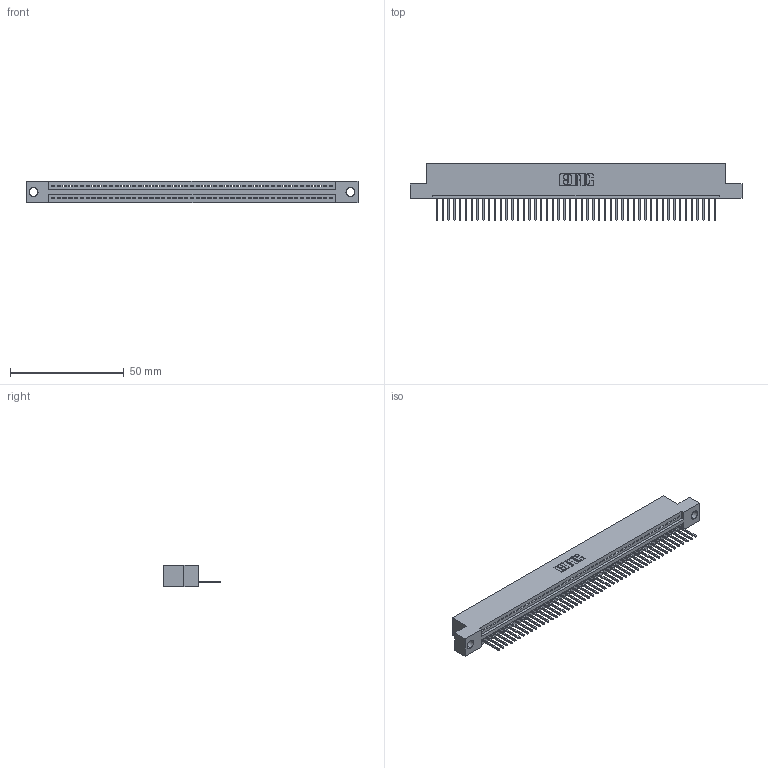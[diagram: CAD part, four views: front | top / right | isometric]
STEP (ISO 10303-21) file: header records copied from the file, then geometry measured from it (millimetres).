
FILE_DESCRIPTION (( 'STEP AP203' ), '1' );
FILE_NAME ('395-049-523-104.STEP', '2018-11-20T01:50:39', ( '' ), ( '' ), 'SwSTEP 2.0', 'SolidWorks 2016', '' );
FILE_SCHEMA (( 'CONFIG_CONTROL_DESIGN' ));
Length unit declared in the file: inch
Products named in the file (3): 395-049-523-104; 345 Part_Flush Mounting Lugs - 0.156 Dia-TH; 345-292-001_345-293-123
Assembly tree (50 placements, depth 2):
  395-049-523-104
    345 Part_Flush Mounting Lugs - 0.156 Dia-TH
    345-292-001_345-293-123  x49
Bounding box: 145.67 x 24.82 x 9.4 mm (x, y, z)
Volume: 13786.3 mm3; surface area: 18278.1 mm2
Topology: 50 solids, 50 shells, 2968 faces, 8965 edges, 5910 vertices
Faces by surface type: plane 2040, cylinder 928
Entity records: 35957 total; most frequent: CARTESIAN_POINT 6235, ORIENTED_EDGE 6218, DIRECTION 5435, EDGE_CURVE 3109, VECTOR 2781, LINE 2781, VERTEX_POINT 2070, AXIS2_PLACEMENT_3D 1327
